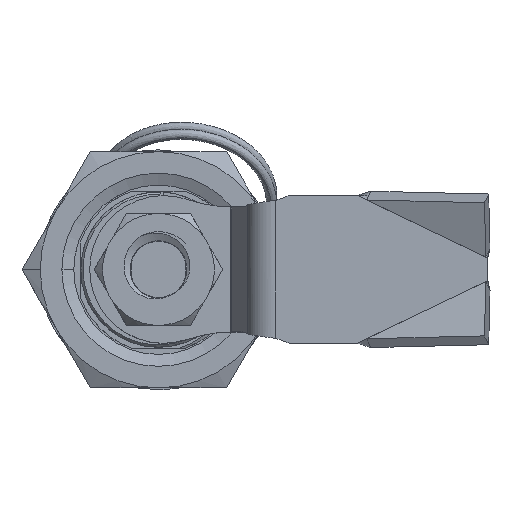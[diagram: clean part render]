
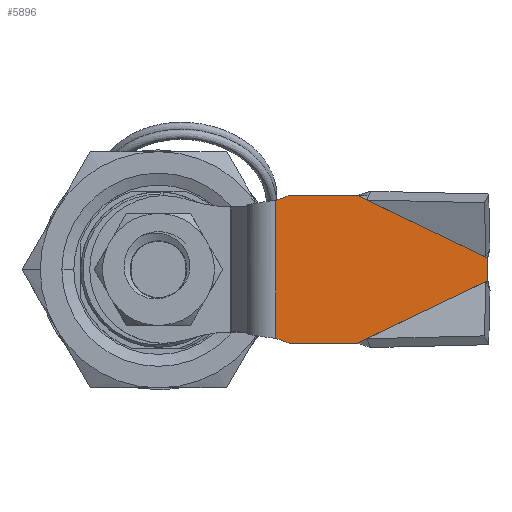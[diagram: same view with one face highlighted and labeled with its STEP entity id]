
A CAD part, top view. The second image highlights one B-rep face of the part: STEP entity #5896.
In plain terms, the highlighted planar face has unit normal (0, 0, 1).
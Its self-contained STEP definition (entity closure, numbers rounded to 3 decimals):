
#692 = ORIENTED_EDGE ( 'NONE', *, *, #4891, .T. ) ;
#775 = LINE ( 'NONE', #15342, #26730 ) ;
#2370 = CARTESIAN_POINT ( 'NONE',  ( 28.999, -6.5, 27.843 ) ) ;
#2460 = CARTESIAN_POINT ( 'NONE',  ( 10.32, 18.186, 27.843 ) ) ;
#2740 = CARTESIAN_POINT ( 'NONE',  ( 28.999, 0.998, 27.843 ) ) ;
#2961 = PLANE ( 'NONE',  #28213 ) ;
#4055 = VECTOR ( 'NONE', #14993, 1000. ) ;
#4891 = EDGE_CURVE ( 'NONE', #12670, #32425, #10565, .T. ) ;
#4980 = DIRECTION ( 'NONE',  ( 0., -1., 0. ) ) ;
#5123 = EDGE_CURVE ( 'NONE', #12359, #19400, #775, .T. ) ;
#5896 = ADVANCED_FACE ( 'NONE', ( #19590 ), #2961, .F. ) ;
#7232 = CARTESIAN_POINT ( 'NONE',  ( 17.495, -6.5, 27.843 ) ) ;
#7657 = VERTEX_POINT ( 'NONE', #21992 ) ;
#7808 = VERTEX_POINT ( 'NONE', #12535 ) ;
#8029 = DIRECTION ( 'NONE',  ( 0., 0., -1. ) ) ;
#8204 = CARTESIAN_POINT ( 'NONE',  ( 28.999, -0.998, 27.843 ) ) ;
#8613 = LINE ( 'NONE', #19505, #21205 ) ;
#8879 = ORIENTED_EDGE ( 'NONE', *, *, #21427, .T. ) ;
#10258 = LINE ( 'NONE', #28671, #16143 ) ;
#10565 = LINE ( 'NONE', #14856, #14903 ) ;
#11818 = CARTESIAN_POINT ( 'NONE',  ( 6.562, -18.186, 27.843 ) ) ;
#11938 = DIRECTION ( 'NONE',  ( 0., 0., -1. ) ) ;
#12359 = VERTEX_POINT ( 'NONE', #29132 ) ;
#12535 = CARTESIAN_POINT ( 'NONE',  ( 10.32, 6.069, 27.843 ) ) ;
#12670 = VERTEX_POINT ( 'NONE', #8204 ) ;
#12809 = DIRECTION ( 'NONE',  ( -1., 0., 0. ) ) ;
#12847 = CIRCLE ( 'NONE', #31168, 12.686 ) ;
#14128 = EDGE_CURVE ( 'NONE', #12670, #26549, #8613, .T. ) ;
#14338 = DIRECTION ( 'NONE',  ( 1., 0., 0. ) ) ;
#14856 = CARTESIAN_POINT ( 'NONE',  ( 28.999, 6.5, 27.843 ) ) ;
#14903 = VECTOR ( 'NONE', #32521, 1000. ) ;
#14993 = DIRECTION ( 'NONE',  ( 1., 0., 0. ) ) ;
#15342 = CARTESIAN_POINT ( 'NONE',  ( 28.999, 6.5, 27.843 ) ) ;
#15747 = CIRCLE ( 'NONE', #31093, 12.686 ) ;
#16117 = EDGE_CURVE ( 'NONE', #7808, #30473, #23135, .T. ) ;
#16143 = VECTOR ( 'NONE', #18615, 1000. ) ;
#16395 = VECTOR ( 'NONE', #4980, 1000. ) ;
#17528 = ORIENTED_EDGE ( 'NONE', *, *, #14128, .F. ) ;
#17646 = EDGE_LOOP ( 'NONE', ( #17528, #692, #25223, #29853, #20849, #17865, #21546, #8879 ) ) ;
#17865 = ORIENTED_EDGE ( 'NONE', *, *, #16117, .T. ) ;
#18615 = DIRECTION ( 'NONE',  ( -0.902, 0.431, 0. ) ) ;
#19400 = VERTEX_POINT ( 'NONE', #23326 ) ;
#19505 = CARTESIAN_POINT ( 'NONE',  ( 14.331, -8.014, 27.843 ) ) ;
#19590 = FACE_OUTER_BOUND ( 'NONE', #17646, .T. ) ;
#20849 = ORIENTED_EDGE ( 'NONE', *, *, #30486, .T. ) ;
#21205 = VECTOR ( 'NONE', #26136, 1000. ) ;
#21427 = EDGE_CURVE ( 'NONE', #7657, #26549, #30868, .T. ) ;
#21546 = ORIENTED_EDGE ( 'NONE', *, *, #25687, .T. ) ;
#21962 = CARTESIAN_POINT ( 'NONE',  ( 10.32, -6.069, 27.843 ) ) ;
#21992 = CARTESIAN_POINT ( 'NONE',  ( 11.499, -6.5, 27.843 ) ) ;
#23087 = CARTESIAN_POINT ( 'NONE',  ( 1.8, 18.186, 27.843 ) ) ;
#23135 = LINE ( 'NONE', #2460, #16395 ) ;
#23326 = CARTESIAN_POINT ( 'NONE',  ( 11.499, 6.5, 27.843 ) ) ;
#24916 = EDGE_CURVE ( 'NONE', #32425, #12359, #10258, .T. ) ;
#25223 = ORIENTED_EDGE ( 'NONE', *, *, #24916, .T. ) ;
#25621 = DIRECTION ( 'NONE',  ( -1., 0., 0. ) ) ;
#25687 = EDGE_CURVE ( 'NONE', #30473, #7657, #15747, .T. ) ;
#26136 = DIRECTION ( 'NONE',  ( -0.902, -0.431, 0. ) ) ;
#26549 = VERTEX_POINT ( 'NONE', #7232 ) ;
#26730 = VECTOR ( 'NONE', #12809, 1000. ) ;
#27044 = CARTESIAN_POINT ( 'NONE',  ( 6.562, 18.186, 27.843 ) ) ;
#28213 = AXIS2_PLACEMENT_3D ( 'NONE', #23087, #8029, #25621 ) ;
#28671 = CARTESIAN_POINT ( 'NONE',  ( 0.174, 14.784, 27.843 ) ) ;
#29132 = CARTESIAN_POINT ( 'NONE',  ( 17.495, 6.5, 27.843 ) ) ;
#29470 = DIRECTION ( 'NONE',  ( 0., 0., -1. ) ) ;
#29589 = DIRECTION ( 'NONE',  ( -1., 0., 0. ) ) ;
#29853 = ORIENTED_EDGE ( 'NONE', *, *, #5123, .T. ) ;
#30473 = VERTEX_POINT ( 'NONE', #21962 ) ;
#30486 = EDGE_CURVE ( 'NONE', #19400, #7808, #12847, .T. ) ;
#30868 = LINE ( 'NONE', #2370, #4055 ) ;
#31093 = AXIS2_PLACEMENT_3D ( 'NONE', #11818, #29470, #14338 ) ;
#31168 = AXIS2_PLACEMENT_3D ( 'NONE', #27044, #11938, #29589 ) ;
#32425 = VERTEX_POINT ( 'NONE', #2740 ) ;
#32521 = DIRECTION ( 'NONE',  ( 0., 1., 0. ) ) ;
